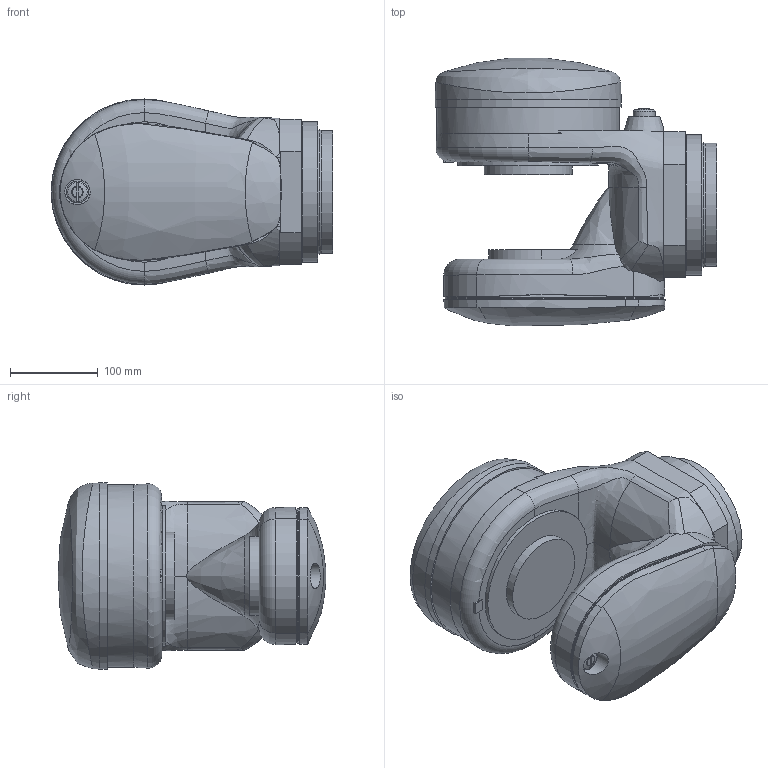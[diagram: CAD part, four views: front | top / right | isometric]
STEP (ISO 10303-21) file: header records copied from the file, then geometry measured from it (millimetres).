
FILE_DESCRIPTION(/* description */ (''),/* implementation_level */ '2;1');
FILE_NAME(/* name */ 'KR 210 Link5_ipt_64110d89.STEP',/* time_stamp */ '2017-12-21T04:40:03-05:00',/* author */ ('Jerrar'),/* organization */ (''),/* preprocessor_version */ 'ST-DEVELOPER v16.13',/* originating_system */ 'Autodesk Inventor 2018',/* authorisation */ '');
FILE_SCHEMA (('AUTOMOTIVE_DESIGN { 1 0 10303 214 3 1 1 }'));
Length unit declared in the file: millimetre
Products named in the file (1): KR 210 Link5
Bounding box: 321 x 304.96 x 212 mm (x, y, z)
Volume: 8844447.2 mm3; surface area: 384555.9 mm2
Topology: 2 solids, 2 shells, 208 faces, 538 edges, 346 vertices
Faces by surface type: plane 59, cylinder 53, bspline 52, cone 32, torus 9, sphere 3
Full cylindrical faces by diameter (mm): 8 x11, 10 x1, 21 x3, 25 x2, 29 x1, 50 x1, 100 x1, 140 x1, 142 x1, 160 x3, 208 x1, 212 x1
Entity records: 19921 total; most frequent: CARTESIAN_POINT 15261, ORIENTED_EDGE 922, DIRECTION 841, EDGE_CURVE 461, AXIS2_PLACEMENT_3D 362, VERTEX_POINT 313, EDGE_LOOP 264, STYLED_ITEM 210
